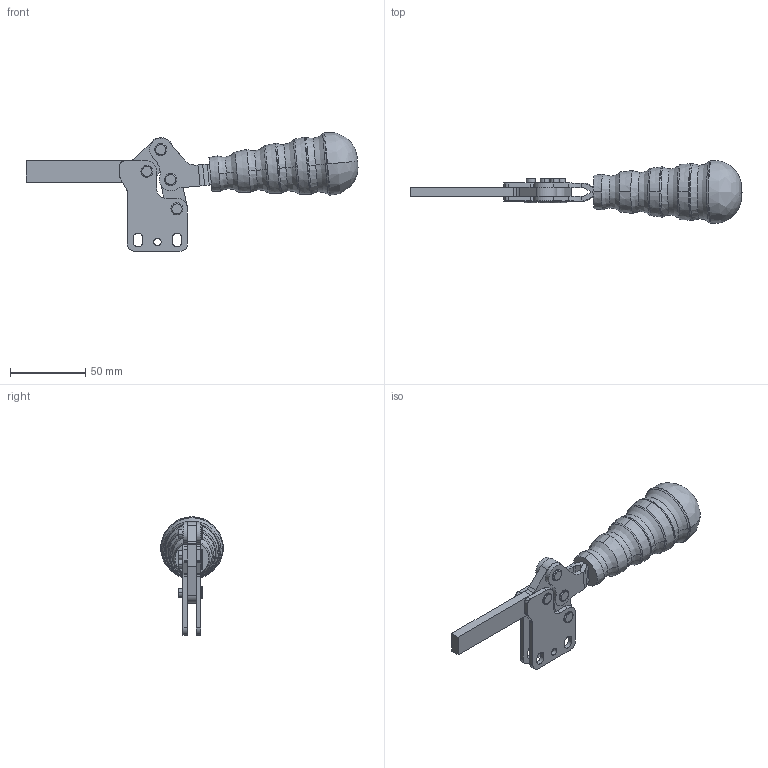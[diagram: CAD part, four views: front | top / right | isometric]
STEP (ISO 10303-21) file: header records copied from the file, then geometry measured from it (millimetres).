
FILE_DESCRIPTION((''),'2;1');
FILE_NAME('133F.1.stp','2005-09-27T17:05:36',('Kysilko'),(''),'Autodesk Inventor 8','Autodesk Inventor 8','');
FILE_SCHEMA(('AUTOMOTIVE_DESIGN { 1 0 10303 214 1 1 1 1 }'));
Length unit declared in the file: millimetre
Products named in the file (1): Part46
Bounding box: 221 x 41.84 x 79.01 mm (x, y, z)
Volume: 106473.8 mm3; surface area: 29192.8 mm2
Topology: 1 solids, 6 shells, 844 faces, 2312 edges, 1340 vertices
Faces by surface type: plane 354, cone 306, cylinder 105, bspline 57, torus 22
Entity records: 27276 total; most frequent: CARTESIAN_POINT 6788, ORIENTED_EDGE 4604, DIRECTION 4281, EDGE_CURVE 2302, AXIS2_PLACEMENT_3D 1767, VERTEX_POINT 1340, EDGE_LOOP 1022, CIRCLE 979
